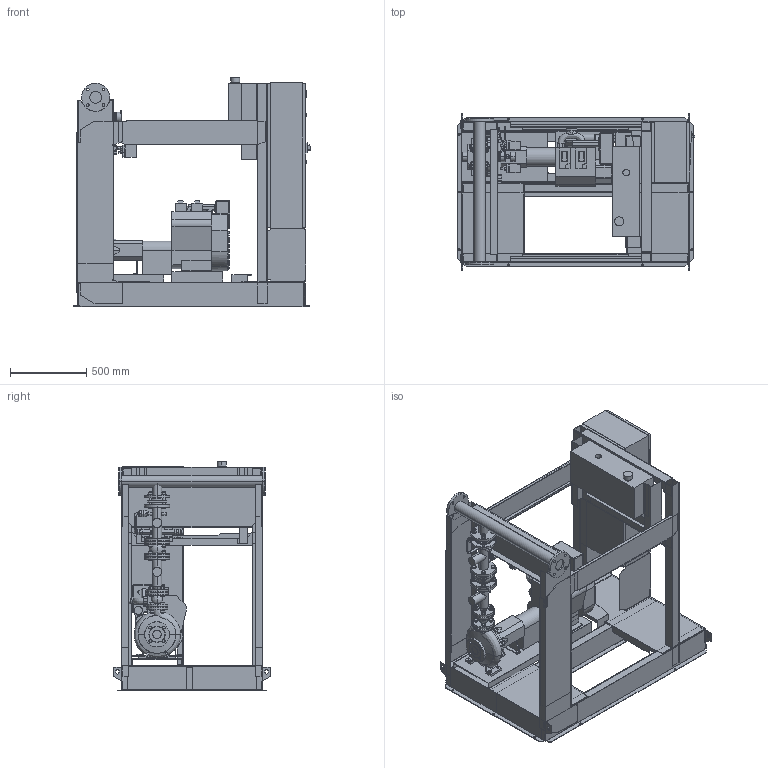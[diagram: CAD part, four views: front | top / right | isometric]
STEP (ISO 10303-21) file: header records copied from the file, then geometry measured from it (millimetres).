
FILE_DESCRIPTION((''),'2;1');
FILE_NAME('3d_Sifire-EN-32_200-210-10.5D-4183791.stp','2015-05-26T10:36:19',(''),(''),'Mechanical Desktop 2009','Mechanical Desktop 2009',', , ');
FILE_SCHEMA(('CONFIG_CONTROL_DESIGN'));
Length unit declared in the file: millimetre
Products named in the file (1): Product
Bounding box: 1554.5 x 1026 x 1500 mm (x, y, z)
Volume: 213131635.9 mm3; surface area: 20222890.1 mm2
Topology: 120 solids, 120 shells, 2900 faces, 7019 edges, 4466 vertices
Faces by surface type: plane 1187, bspline 854, cylinder 509, cone 278, torus 62, sphere 10
Entity records: 94609 total; most frequent: CARTESIAN_POINT 30419, ORIENTED_EDGE 14022, DIRECTION 12067, EDGE_CURVE 7011, VERTEX_POINT 4466, VECTOR 4165, LINE 4165, AXIS2_PLACEMENT_3D 3951
